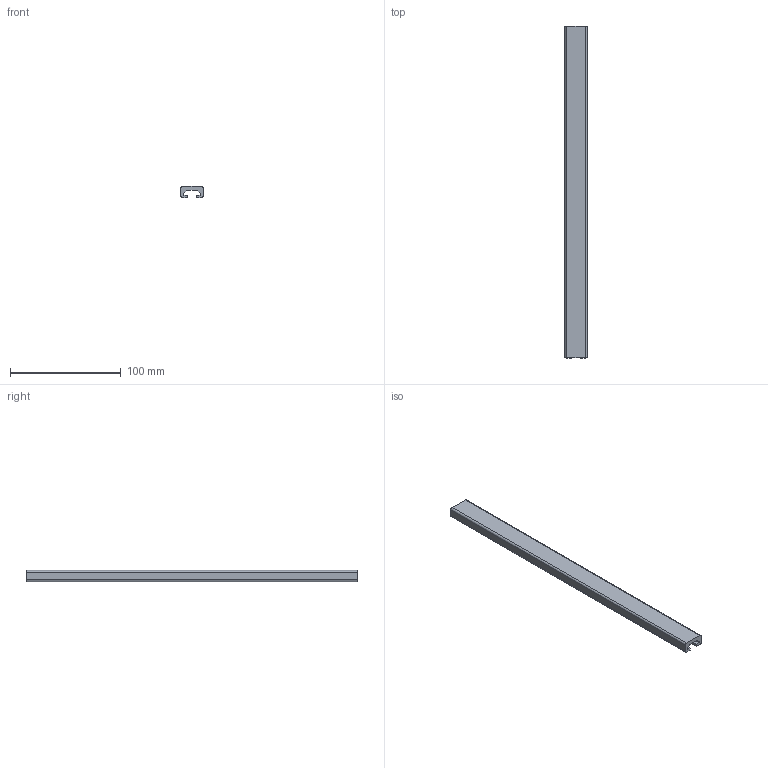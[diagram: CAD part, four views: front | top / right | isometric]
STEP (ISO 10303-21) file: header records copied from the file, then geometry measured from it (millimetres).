
FILE_DESCRIPTION (( 'STEP AP214' ), '1' );
FILE_NAME ('1728138574559.step', '2024-10-05T14:29:57', ( 'Windows User' ), ( '' ), 'SwSTEP 2.0', 'SolidWorks 2011', '' );
FILE_SCHEMA (( 'AUTOMOTIVE_DESIGN' ));
Length unit declared in the file: millimetre
Products named in the file (2): 1728138574559; 1.11.020010.14LPx300.00(1)
Assembly tree (1 placements, depth 2):
  1728138574559
    1.11.020010.14LPx300.00(1)
Bounding box: 20 x 300 x 10 mm (x, y, z)
Volume: 36696.7 mm3; surface area: 24587.2 mm2
Topology: 1 solids, 1 shells, 23 faces, 63 edges, 42 vertices
Faces by surface type: plane 14, cylinder 9
Entity records: 801 total; most frequent: DIRECTION 135, CARTESIAN_POINT 132, ORIENTED_EDGE 126, EDGE_CURVE 63, LINE 45, AXIS2_PLACEMENT_3D 45, VECTOR 45, VERTEX_POINT 42
